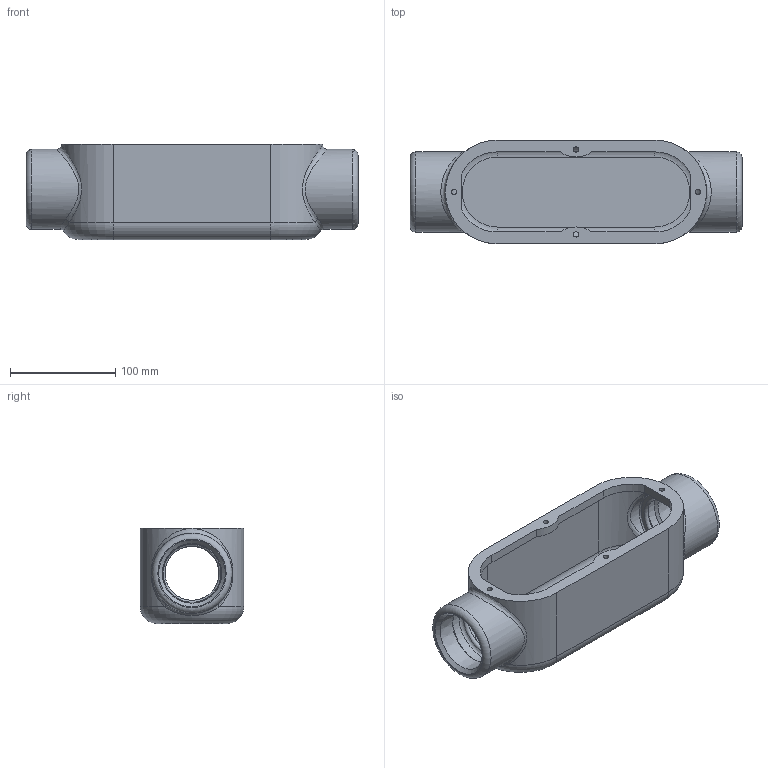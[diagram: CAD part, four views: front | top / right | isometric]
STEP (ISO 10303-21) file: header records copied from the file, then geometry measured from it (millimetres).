
FILE_DESCRIPTION(/* description */ ('FORM 8 C68 AS MACHINED'),/* implementation_level */ '2;1');
FILE_NAME(/* name */ 'KIL_C68.stp',/* time_stamp */ '2019-10-30T20:00:00+06:00',/* author */ ('kr'),/* organization */ (''),/* preprocessor_version */ 'ST-DEVELOPER v16.13',/* originating_system */ 'Autodesk Inventor 2018',/* authorisation */ '');
FILE_SCHEMA (('AUTOMOTIVE_DESIGN { 1 0 10303 214 3 1 1 }'));
Length unit declared in the file: inch
Products named in the file (1): 21711
Bounding box: 315.7 x 98.55 x 90.42 mm (x, y, z)
Volume: 501952.1 mm3; surface area: 175538.3 mm2
Topology: 1 solids, 1 shells, 740 faces, 1984 edges, 1317 vertices
Faces by surface type: plane 436, bspline 246, cylinder 40, torus 12, cone 6
Full cylindrical faces by diameter (mm): 4.978 x4, 10.35 x1, 12.7 x1, 60.477 x2, 76.2 x2
Entity records: 24856 total; most frequent: CARTESIAN_POINT 8011, ORIENTED_EDGE 3908, DIRECTION 2561, EDGE_CURVE 1954, LINE 1339, VECTOR 1339, VERTEX_POINT 1307, EDGE_LOOP 843
